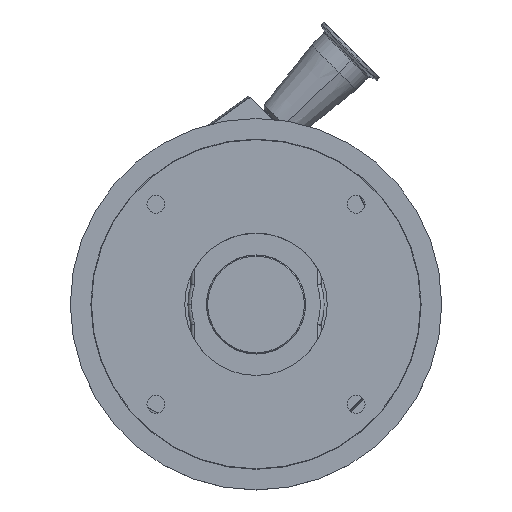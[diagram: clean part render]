
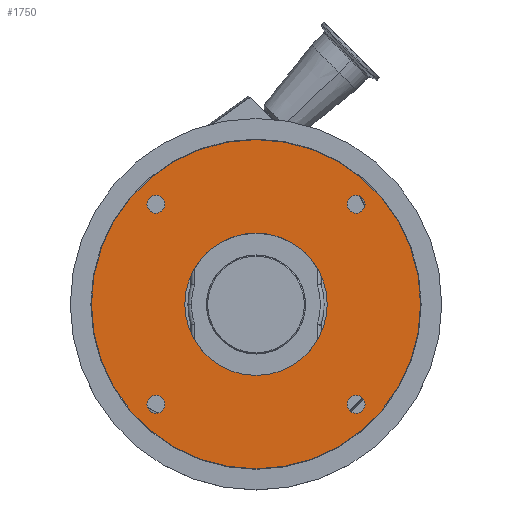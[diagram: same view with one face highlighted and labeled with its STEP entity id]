
A CAD part, top view. The second image highlights one B-rep face of the part: STEP entity #1750.
In plain terms, the highlighted planar face has unit normal (0, 0, 1).
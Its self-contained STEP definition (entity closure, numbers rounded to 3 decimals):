
#35 = VERTEX_POINT ( 'NONE', #11226 ) ;
#108 = CIRCLE ( 'NONE', #8420, 7.25 ) ;
#110 = DIRECTION ( 'NONE',  ( 0., 0., 1. ) ) ;
#155 = ORIENTED_EDGE ( 'NONE', *, *, #11471, .F. ) ;
#367 = VERTEX_POINT ( 'NONE', #11213 ) ;
#401 = DIRECTION ( 'NONE',  ( 1., 0., 0. ) ) ;
#425 = CIRCLE ( 'NONE', #7755, 132.95 ) ;
#645 = EDGE_CURVE ( 'NONE', #8311, #2123, #2288, .T. ) ;
#797 = CARTESIAN_POINT ( 'NONE',  ( 0., 0., -9. ) ) ;
#893 = FACE_OUTER_BOUND ( 'NONE', #11135, .T. ) ;
#966 = FACE_BOUND ( 'NONE', #11257, .T. ) ;
#1108 = AXIS2_PLACEMENT_3D ( 'NONE', #10940, #5114, #9778 ) ;
#1113 = ORIENTED_EDGE ( 'NONE', *, *, #11175, .F. ) ;
#1166 = CARTESIAN_POINT ( 'NONE',  ( -132.95, 0., -9. ) ) ;
#1219 = ORIENTED_EDGE ( 'NONE', *, *, #645, .F. ) ;
#1490 = CIRCLE ( 'NONE', #5134, 7.25 ) ;
#1598 = CARTESIAN_POINT ( 'NONE',  ( -73.572, -80.822, -9. ) ) ;
#1750 = ADVANCED_FACE ( 'NONE', ( #893, #4575, #8267, #966, #10400, #9535 ), #5734, .T. ) ;
#1918 = AXIS2_PLACEMENT_3D ( 'NONE', #8706, #2134, #5979 ) ;
#2035 = CARTESIAN_POINT ( 'NONE',  ( -80.822, 80.822, -9. ) ) ;
#2123 = VERTEX_POINT ( 'NONE', #11020 ) ;
#2134 = DIRECTION ( 'NONE',  ( 0., 0., 1. ) ) ;
#2174 = CARTESIAN_POINT ( 'NONE',  ( 0., 0., -9. ) ) ;
#2196 = CARTESIAN_POINT ( 'NONE',  ( 80.822, 80.822, -9. ) ) ;
#2288 = CIRCLE ( 'NONE', #1918, 7.25 ) ;
#2426 = ORIENTED_EDGE ( 'NONE', *, *, #5899, .F. ) ;
#2431 = AXIS2_PLACEMENT_3D ( 'NONE', #8283, #11982, #3707 ) ;
#2516 = CIRCLE ( 'NONE', #5617, 7.25 ) ;
#2939 = DIRECTION ( 'NONE',  ( 1., 0., 0. ) ) ;
#3021 = ORIENTED_EDGE ( 'NONE', *, *, #11726, .T. ) ;
#3145 = CIRCLE ( 'NONE', #11448, 7.25 ) ;
#3385 = CIRCLE ( 'NONE', #9968, 132.95 ) ;
#3429 = DIRECTION ( 'NONE',  ( 0., 0., 1. ) ) ;
#3671 = CARTESIAN_POINT ( 'NONE',  ( 80.822, -80.822, -9. ) ) ;
#3707 = DIRECTION ( 'NONE',  ( 1., 0., 0. ) ) ;
#3733 = AXIS2_PLACEMENT_3D ( 'NONE', #797, #9065, #8157 ) ;
#3761 = EDGE_CURVE ( 'NONE', #4307, #9987, #10864, .T. ) ;
#3772 = EDGE_CURVE ( 'NONE', #6486, #6120, #425, .T. ) ;
#3801 = EDGE_LOOP ( 'NONE', ( #155, #4648 ) ) ;
#4256 = VERTEX_POINT ( 'NONE', #11211 ) ;
#4272 = CARTESIAN_POINT ( 'NONE',  ( -57.5, 0., -9. ) ) ;
#4305 = CARTESIAN_POINT ( 'NONE',  ( 0., 0., -9. ) ) ;
#4307 = VERTEX_POINT ( 'NONE', #8477 ) ;
#4575 = FACE_BOUND ( 'NONE', #3801, .T. ) ;
#4648 = ORIENTED_EDGE ( 'NONE', *, *, #8974, .F. ) ;
#4753 = CIRCLE ( 'NONE', #1108, 7.25 ) ;
#4854 = EDGE_LOOP ( 'NONE', ( #11283, #1113 ) ) ;
#4880 = EDGE_CURVE ( 'NONE', #7350, #35, #11241, .T. ) ;
#4927 = EDGE_LOOP ( 'NONE', ( #9385, #7220 ) ) ;
#4997 = DIRECTION ( 'NONE',  ( 0., 0., 1. ) ) ;
#5089 = DIRECTION ( 'NONE',  ( 0., 0., 1. ) ) ;
#5114 = DIRECTION ( 'NONE',  ( 0., 0., 1. ) ) ;
#5134 = AXIS2_PLACEMENT_3D ( 'NONE', #2035, #8489, #8304 ) ;
#5189 = CARTESIAN_POINT ( 'NONE',  ( 132.95, 0., -9. ) ) ;
#5440 = DIRECTION ( 'NONE',  ( 0., 0., 1. ) ) ;
#5617 = AXIS2_PLACEMENT_3D ( 'NONE', #6610, #8485, #2939 ) ;
#5734 = PLANE ( 'NONE',  #8053 ) ;
#5751 = CIRCLE ( 'NONE', #9783, 7.25 ) ;
#5877 = DIRECTION ( 'NONE',  ( 0., 0., 1. ) ) ;
#5899 = EDGE_CURVE ( 'NONE', #2123, #8311, #5751, .T. ) ;
#5902 = ORIENTED_EDGE ( 'NONE', *, *, #7058, .F. ) ;
#5979 = DIRECTION ( 'NONE',  ( 1., 0., 0. ) ) ;
#6120 = VERTEX_POINT ( 'NONE', #5189 ) ;
#6486 = VERTEX_POINT ( 'NONE', #1166 ) ;
#6610 = CARTESIAN_POINT ( 'NONE',  ( 80.822, -80.822, -9. ) ) ;
#6927 = VERTEX_POINT ( 'NONE', #11723 ) ;
#7024 = DIRECTION ( 'NONE',  ( 1., 0., 0. ) ) ;
#7058 = EDGE_CURVE ( 'NONE', #367, #6927, #3145, .T. ) ;
#7220 = ORIENTED_EDGE ( 'NONE', *, *, #4880, .F. ) ;
#7325 = DIRECTION ( 'NONE',  ( 0., 0., 1. ) ) ;
#7350 = VERTEX_POINT ( 'NONE', #11774 ) ;
#7755 = AXIS2_PLACEMENT_3D ( 'NONE', #10298, #5440, #10238 ) ;
#7865 = CARTESIAN_POINT ( 'NONE',  ( -80.822, -80.822, -9. ) ) ;
#7928 = EDGE_CURVE ( 'NONE', #6927, #367, #2516, .T. ) ;
#8053 = AXIS2_PLACEMENT_3D ( 'NONE', #2174, #4997, #401 ) ;
#8157 = DIRECTION ( 'NONE',  ( 1., 0., 0. ) ) ;
#8267 = FACE_BOUND ( 'NONE', #8387, .T. ) ;
#8283 = CARTESIAN_POINT ( 'NONE',  ( 0., 0., -9. ) ) ;
#8304 = DIRECTION ( 'NONE',  ( 1., 0., 0. ) ) ;
#8311 = VERTEX_POINT ( 'NONE', #1598 ) ;
#8387 = EDGE_LOOP ( 'NONE', ( #1219, #2426 ) ) ;
#8420 = AXIS2_PLACEMENT_3D ( 'NONE', #11712, #3429, #9906 ) ;
#8477 = CARTESIAN_POINT ( 'NONE',  ( 57.5, 0., -9. ) ) ;
#8485 = DIRECTION ( 'NONE',  ( 0., 0., 1. ) ) ;
#8489 = DIRECTION ( 'NONE',  ( 0., 0., 1. ) ) ;
#8614 = CIRCLE ( 'NONE', #2431, 57.5 ) ;
#8706 = CARTESIAN_POINT ( 'NONE',  ( -80.822, -80.822, -9. ) ) ;
#8835 = DIRECTION ( 'NONE',  ( 1., 0., 0. ) ) ;
#8967 = EDGE_CURVE ( 'NONE', #35, #7350, #108, .T. ) ;
#8974 = EDGE_CURVE ( 'NONE', #4256, #10929, #4753, .T. ) ;
#9065 = DIRECTION ( 'NONE',  ( 0., 0., 1. ) ) ;
#9354 = ORIENTED_EDGE ( 'NONE', *, *, #3772, .T. ) ;
#9385 = ORIENTED_EDGE ( 'NONE', *, *, #8967, .F. ) ;
#9535 = FACE_BOUND ( 'NONE', #4854, .T. ) ;
#9557 = DIRECTION ( 'NONE',  ( 1., 0., 0. ) ) ;
#9732 = CARTESIAN_POINT ( 'NONE',  ( -73.572, 80.822, -9. ) ) ;
#9778 = DIRECTION ( 'NONE',  ( 1., 0., 0. ) ) ;
#9783 = AXIS2_PLACEMENT_3D ( 'NONE', #7865, #5089, #8835 ) ;
#9906 = DIRECTION ( 'NONE',  ( 1., 0., 0. ) ) ;
#9968 = AXIS2_PLACEMENT_3D ( 'NONE', #4305, #110, #7024 ) ;
#9987 = VERTEX_POINT ( 'NONE', #4272 ) ;
#10091 = AXIS2_PLACEMENT_3D ( 'NONE', #2196, #5877, #9557 ) ;
#10238 = DIRECTION ( 'NONE',  ( 1., 0., 0. ) ) ;
#10298 = CARTESIAN_POINT ( 'NONE',  ( 0., 0., -9. ) ) ;
#10400 = FACE_BOUND ( 'NONE', #4927, .T. ) ;
#10864 = CIRCLE ( 'NONE', #3733, 57.5 ) ;
#10929 = VERTEX_POINT ( 'NONE', #9732 ) ;
#10940 = CARTESIAN_POINT ( 'NONE',  ( -80.822, 80.822, -9. ) ) ;
#11020 = CARTESIAN_POINT ( 'NONE',  ( -88.072, -80.822, -9. ) ) ;
#11106 = ORIENTED_EDGE ( 'NONE', *, *, #7928, .F. ) ;
#11135 = EDGE_LOOP ( 'NONE', ( #3021, #9354 ) ) ;
#11175 = EDGE_CURVE ( 'NONE', #9987, #4307, #8614, .T. ) ;
#11211 = CARTESIAN_POINT ( 'NONE',  ( -88.072, 80.822, -9. ) ) ;
#11213 = CARTESIAN_POINT ( 'NONE',  ( 73.572, -80.822, -9. ) ) ;
#11217 = DIRECTION ( 'NONE',  ( 1., 0., 0. ) ) ;
#11226 = CARTESIAN_POINT ( 'NONE',  ( 88.072, 80.822, -9. ) ) ;
#11241 = CIRCLE ( 'NONE', #10091, 7.25 ) ;
#11257 = EDGE_LOOP ( 'NONE', ( #11106, #5902 ) ) ;
#11283 = ORIENTED_EDGE ( 'NONE', *, *, #3761, .F. ) ;
#11448 = AXIS2_PLACEMENT_3D ( 'NONE', #3671, #7325, #11217 ) ;
#11471 = EDGE_CURVE ( 'NONE', #10929, #4256, #1490, .T. ) ;
#11712 = CARTESIAN_POINT ( 'NONE',  ( 80.822, 80.822, -9. ) ) ;
#11723 = CARTESIAN_POINT ( 'NONE',  ( 88.072, -80.822, -9. ) ) ;
#11726 = EDGE_CURVE ( 'NONE', #6120, #6486, #3385, .T. ) ;
#11774 = CARTESIAN_POINT ( 'NONE',  ( 73.572, 80.822, -9. ) ) ;
#11982 = DIRECTION ( 'NONE',  ( 0., 0., 1. ) ) ;
